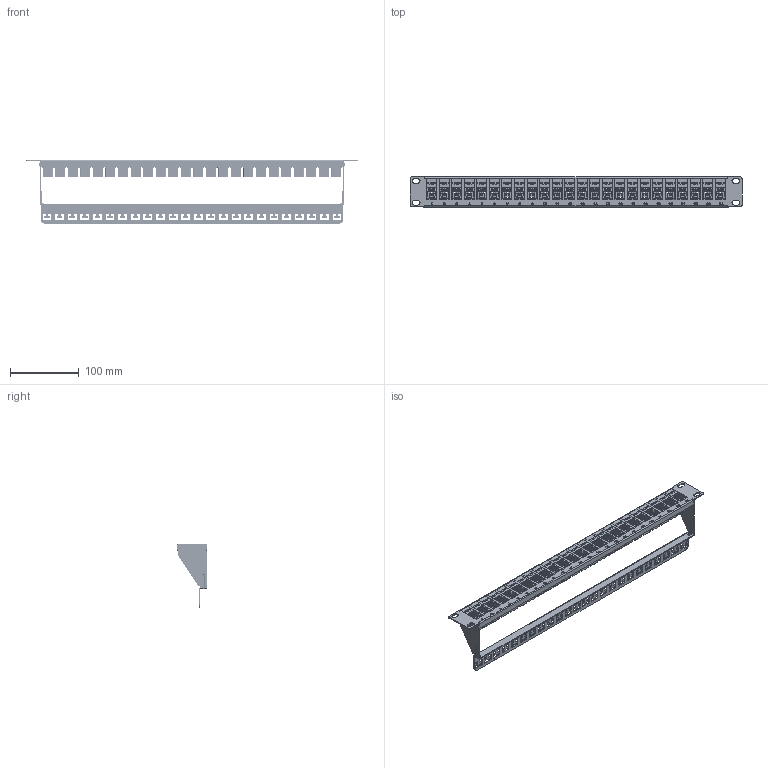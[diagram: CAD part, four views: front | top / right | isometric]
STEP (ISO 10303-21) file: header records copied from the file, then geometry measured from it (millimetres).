
FILE_DESCRIPTION (( 'STEP AP214' ), '1' );
FILE_NAME ('PR175-C6-24M-CM.STEP', '2019-07-29T18:17:04', ( '' ), ( '' ), 'SwSTEP 2.0', 'SolidWorks 2018', '' );
FILE_SCHEMA (( 'AUTOMOTIVE_DESIGN' ));
Length unit declared in the file: inch
Products named in the file (5): PR175-C6-24M-CM; TDG1026KCx-MINI_Cat 6; PR175-24KS-CM; PR175-24KS-CM_MA2; PR175-24KS-CM_MA1
Assembly tree (27 placements, depth 3):
  PR175-C6-24M-CM
    PR175-24KS-CM
      PR175-24KS-CM_MA1
      PR175-24KS-CM_MA2
    TDG1026KCx-MINI_Cat 6  x24
Bounding box: 482.6 x 43.82 x 92.46 mm (x, y, z)
Volume: 180098.9 mm3; surface area: 229095.8 mm2
Topology: 50 solids, 50 shells, 12245 faces, 34273 edges, 21884 vertices
Faces by surface type: plane 8318, bspline 2755, cylinder 936, sphere 200, torus 36
Entity records: 132512 total; most frequent: CARTESIAN_POINT 53304, ORIENTED_EDGE 14778, DIRECTION 10621, EDGE_CURVE 7389, LINE 5807, VECTOR 5807, VERTEX_POINT 4818, EDGE_LOOP 3071
